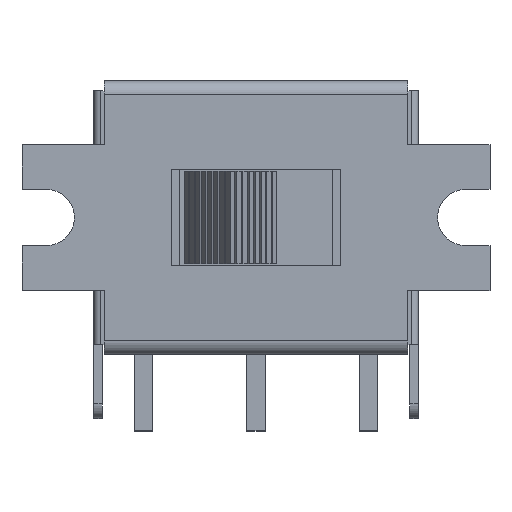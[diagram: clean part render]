
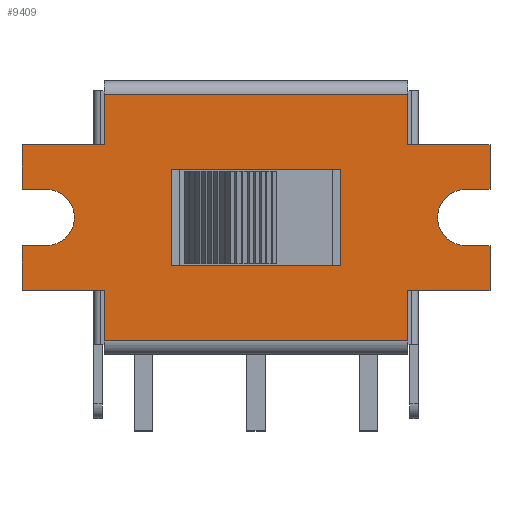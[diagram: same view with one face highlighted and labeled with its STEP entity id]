
A CAD part, top view. The second image highlights one B-rep face of the part: STEP entity #9409.
In plain terms, the highlighted planar face has unit normal (0, 0, 1).
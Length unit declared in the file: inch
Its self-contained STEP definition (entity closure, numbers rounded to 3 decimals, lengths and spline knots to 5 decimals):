
#8746=CARTESIAN_POINT('',(-0.25,0.12008,0.31417));
#8747=VERTEX_POINT('',#8746);
#8754=CARTESIAN_POINT('',(-0.25,0.20295,0.31417));
#8755=VERTEX_POINT('',#8754);
#8756=CARTESIAN_POINT('',(-0.25,0.12008,0.31417));
#8757=DIRECTION('',(0.0,1.0,0.0));
#8758=VECTOR('',#8757,0.08287);
#8759=LINE('',#8756,#8758);
#8760=EDGE_CURVE('',#8747,#8755,#8759,.T.);
#8818=CARTESIAN_POINT('',(-0.25,-0.20295,0.31417));
#8819=VERTEX_POINT('',#8818);
#8827=CARTESIAN_POINT('',(-0.25,-0.12008,0.31417));
#8828=VERTEX_POINT('',#8827);
#8829=CARTESIAN_POINT('',(-0.25,-0.20295,0.31417));
#8830=DIRECTION('',(0.0,1.0,0.0));
#8831=VECTOR('',#8830,0.08287);
#8832=LINE('',#8829,#8831);
#8833=EDGE_CURVE('',#8819,#8828,#8832,.T.);
#9213=CARTESIAN_POINT('',(0.25,-0.20295,0.31417));
#9214=VERTEX_POINT('',#9213);
#9222=CARTESIAN_POINT('',(0.25,-0.20295,0.31417));
#9223=DIRECTION('',(-1.0,0.0,0.0));
#9224=VECTOR('',#9223,0.5);
#9225=LINE('',#9222,#9224);
#9226=EDGE_CURVE('',#9214,#8819,#9225,.T.);
#9231=CARTESIAN_POINT('',(0.42354,0.22325,0.31417));
#9232=DIRECTION('',(0.0,0.0,1.0));
#9233=DIRECTION('',(1.0,0.0,0.0));
#9234=AXIS2_PLACEMENT_3D('',#9231,#9232,#9233);
#9235=PLANE('',#9234);
#9236=ORIENTED_EDGE('',*,*,#9226,.F.);
#9237=CARTESIAN_POINT('',(0.25,-0.12008,0.31417));
#9238=VERTEX_POINT('',#9237);
#9239=CARTESIAN_POINT('',(0.25,-0.12008,0.31417));
#9240=DIRECTION('',(0.0,-1.0,0.0));
#9241=VECTOR('',#9240,0.08287);
#9242=LINE('',#9239,#9241);
#9243=EDGE_CURVE('',#9238,#9214,#9242,.T.);
#9244=ORIENTED_EDGE('',*,*,#9243,.F.);
#9245=CARTESIAN_POINT('',(0.38504,-0.12008,0.31417));
#9246=VERTEX_POINT('',#9245);
#9247=CARTESIAN_POINT('',(0.38504,-0.12008,0.31417));
#9248=DIRECTION('',(-1.0,0.0,0.0));
#9249=VECTOR('',#9248,0.13504);
#9250=LINE('',#9247,#9249);
#9251=EDGE_CURVE('',#9246,#9238,#9250,.T.);
#9252=ORIENTED_EDGE('',*,*,#9251,.F.);
#9253=CARTESIAN_POINT('',(0.38504,-0.04626,0.31417));
#9254=VERTEX_POINT('',#9253);
#9255=CARTESIAN_POINT('',(0.38504,-0.04626,0.31417));
#9256=DIRECTION('',(0.0,-1.0,0.0));
#9257=VECTOR('',#9256,0.07382);
#9258=LINE('',#9255,#9257);
#9259=EDGE_CURVE('',#9254,#9246,#9258,.T.);
#9260=ORIENTED_EDGE('',*,*,#9259,.F.);
#9261=CARTESIAN_POINT('',(0.34508,-0.04626,0.31417));
#9262=VERTEX_POINT('',#9261);
#9263=CARTESIAN_POINT('',(0.34508,-0.04626,0.31417));
#9264=DIRECTION('',(1.0,0.0,0.0));
#9265=VECTOR('',#9264,0.03996);
#9266=LINE('',#9263,#9265);
#9267=EDGE_CURVE('',#9262,#9254,#9266,.T.);
#9268=ORIENTED_EDGE('',*,*,#9267,.F.);
#9269=CARTESIAN_POINT('',(0.34508,0.04626,0.31417));
#9270=VERTEX_POINT('',#9269);
#9271=CARTESIAN_POINT('',(0.34508,0.,0.31417));
#9272=DIRECTION('',(0.0,0.0,1.0));
#9273=DIRECTION('',(0.0,1.0,0.0));
#9274=AXIS2_PLACEMENT_3D('',#9271,#9272,#9273);
#9275=CIRCLE('',#9274,0.04626);
#9276=EDGE_CURVE('',#9270,#9262,#9275,.T.);
#9277=ORIENTED_EDGE('',*,*,#9276,.F.);
#9278=CARTESIAN_POINT('',(0.38504,0.04626,0.31417));
#9279=VERTEX_POINT('',#9278);
#9280=CARTESIAN_POINT('',(0.38504,0.04626,0.31417));
#9281=DIRECTION('',(-1.0,0.0,0.0));
#9282=VECTOR('',#9281,0.03996);
#9283=LINE('',#9280,#9282);
#9284=EDGE_CURVE('',#9279,#9270,#9283,.T.);
#9285=ORIENTED_EDGE('',*,*,#9284,.F.);
#9286=CARTESIAN_POINT('',(0.38504,0.12008,0.31417));
#9287=VERTEX_POINT('',#9286);
#9288=CARTESIAN_POINT('',(0.38504,0.12008,0.31417));
#9289=DIRECTION('',(0.0,-1.0,0.0));
#9290=VECTOR('',#9289,0.07382);
#9291=LINE('',#9288,#9290);
#9292=EDGE_CURVE('',#9287,#9279,#9291,.T.);
#9293=ORIENTED_EDGE('',*,*,#9292,.F.);
#9294=CARTESIAN_POINT('',(0.25,0.12008,0.31417));
#9295=VERTEX_POINT('',#9294);
#9296=CARTESIAN_POINT('',(0.25,0.12008,0.31417));
#9297=DIRECTION('',(1.0,0.0,0.0));
#9298=VECTOR('',#9297,0.13504);
#9299=LINE('',#9296,#9298);
#9300=EDGE_CURVE('',#9295,#9287,#9299,.T.);
#9301=ORIENTED_EDGE('',*,*,#9300,.F.);
#9302=CARTESIAN_POINT('',(0.25,0.20295,0.31417));
#9303=VERTEX_POINT('',#9302);
#9304=CARTESIAN_POINT('',(0.25,0.20295,0.31417));
#9305=DIRECTION('',(0.0,-1.0,0.0));
#9306=VECTOR('',#9305,0.08287);
#9307=LINE('',#9304,#9306);
#9308=EDGE_CURVE('',#9303,#9295,#9307,.T.);
#9309=ORIENTED_EDGE('',*,*,#9308,.F.);
#9310=CARTESIAN_POINT('',(-0.25,0.20295,0.31417));
#9311=DIRECTION('',(1.0,0.0,0.0));
#9312=VECTOR('',#9311,0.5);
#9313=LINE('',#9310,#9312);
#9314=EDGE_CURVE('',#8755,#9303,#9313,.T.);
#9315=ORIENTED_EDGE('',*,*,#9314,.F.);
#9316=ORIENTED_EDGE('',*,*,#8760,.F.);
#9317=CARTESIAN_POINT('',(-0.38504,0.12008,0.31417));
#9318=VERTEX_POINT('',#9317);
#9319=CARTESIAN_POINT('',(-0.38504,0.12008,0.31417));
#9320=DIRECTION('',(1.0,0.0,0.0));
#9321=VECTOR('',#9320,0.13504);
#9322=LINE('',#9319,#9321);
#9323=EDGE_CURVE('',#9318,#8747,#9322,.T.);
#9324=ORIENTED_EDGE('',*,*,#9323,.F.);
#9325=CARTESIAN_POINT('',(-0.38504,0.04626,0.31417));
#9326=VERTEX_POINT('',#9325);
#9327=CARTESIAN_POINT('',(-0.38504,0.04626,0.31417));
#9328=DIRECTION('',(0.0,1.0,0.0));
#9329=VECTOR('',#9328,0.07382);
#9330=LINE('',#9327,#9329);
#9331=EDGE_CURVE('',#9326,#9318,#9330,.T.);
#9332=ORIENTED_EDGE('',*,*,#9331,.F.);
#9333=CARTESIAN_POINT('',(-0.34508,0.04626,0.31417));
#9334=VERTEX_POINT('',#9333);
#9335=CARTESIAN_POINT('',(-0.34508,0.04626,0.31417));
#9336=DIRECTION('',(-1.0,0.0,0.0));
#9337=VECTOR('',#9336,0.03996);
#9338=LINE('',#9335,#9337);
#9339=EDGE_CURVE('',#9334,#9326,#9338,.T.);
#9340=ORIENTED_EDGE('',*,*,#9339,.F.);
#9341=CARTESIAN_POINT('',(-0.34508,-0.04626,0.31417));
#9342=VERTEX_POINT('',#9341);
#9343=CARTESIAN_POINT('',(-0.34508,0.,0.31417));
#9344=DIRECTION('',(0.0,0.0,1.0));
#9345=DIRECTION('',(0.0,-1.0,0.0));
#9346=AXIS2_PLACEMENT_3D('',#9343,#9344,#9345);
#9347=CIRCLE('',#9346,0.04626);
#9348=EDGE_CURVE('',#9342,#9334,#9347,.T.);
#9349=ORIENTED_EDGE('',*,*,#9348,.F.);
#9350=CARTESIAN_POINT('',(-0.38504,-0.04626,0.31417));
#9351=VERTEX_POINT('',#9350);
#9352=CARTESIAN_POINT('',(-0.38504,-0.04626,0.31417));
#9353=DIRECTION('',(1.0,0.0,0.0));
#9354=VECTOR('',#9353,0.03996);
#9355=LINE('',#9352,#9354);
#9356=EDGE_CURVE('',#9351,#9342,#9355,.T.);
#9357=ORIENTED_EDGE('',*,*,#9356,.F.);
#9358=CARTESIAN_POINT('',(-0.38504,-0.12008,0.31417));
#9359=VERTEX_POINT('',#9358);
#9360=CARTESIAN_POINT('',(-0.38504,-0.12008,0.31417));
#9361=DIRECTION('',(0.0,1.0,0.0));
#9362=VECTOR('',#9361,0.07382);
#9363=LINE('',#9360,#9362);
#9364=EDGE_CURVE('',#9359,#9351,#9363,.T.);
#9365=ORIENTED_EDGE('',*,*,#9364,.F.);
#9366=CARTESIAN_POINT('',(-0.25,-0.12008,0.31417));
#9367=DIRECTION('',(-1.0,0.0,0.0));
#9368=VECTOR('',#9367,0.13504);
#9369=LINE('',#9366,#9368);
#9370=EDGE_CURVE('',#8828,#9359,#9369,.T.);
#9371=ORIENTED_EDGE('',*,*,#9370,.F.);
#9372=ORIENTED_EDGE('',*,*,#8833,.F.);
#9373=EDGE_LOOP('',(#9236,#9244,#9252,#9260,#9268,#9277,#9285,#9293,#9301,#9309,#9315,#9316,#9324,#9332,#9340,#9349,#9357,#9365,#9371,#9372));
#9374=FACE_OUTER_BOUND('',#9373,.T.);
#9375=CARTESIAN_POINT('',(-0.13976,-0.07874,0.31417));
#9376=VERTEX_POINT('',#9375);
#9377=CARTESIAN_POINT('',(-0.13976,0.07874,0.31417));
#9378=VERTEX_POINT('',#9377);
#9379=CARTESIAN_POINT('',(-0.13976,-0.07874,0.31417));
#9380=DIRECTION('',(0.0,1.0,0.0));
#9381=VECTOR('',#9380,0.15748);
#9382=LINE('',#9379,#9381);
#9383=EDGE_CURVE('',#9376,#9378,#9382,.T.);
#9384=ORIENTED_EDGE('',*,*,#9383,.T.);
#9385=CARTESIAN_POINT('',(0.13976,0.07874,0.31417));
#9386=VERTEX_POINT('',#9385);
#9387=CARTESIAN_POINT('',(-0.13976,0.07874,0.31417));
#9388=DIRECTION('',(1.0,0.0,0.0));
#9389=VECTOR('',#9388,0.27953);
#9390=LINE('',#9387,#9389);
#9391=EDGE_CURVE('',#9378,#9386,#9390,.T.);
#9392=ORIENTED_EDGE('',*,*,#9391,.T.);
#9393=CARTESIAN_POINT('',(0.13976,-0.07874,0.31417));
#9394=VERTEX_POINT('',#9393);
#9395=CARTESIAN_POINT('',(0.13976,0.07874,0.31417));
#9396=DIRECTION('',(0.0,-1.0,0.0));
#9397=VECTOR('',#9396,0.15748);
#9398=LINE('',#9395,#9397);
#9399=EDGE_CURVE('',#9386,#9394,#9398,.T.);
#9400=ORIENTED_EDGE('',*,*,#9399,.T.);
#9401=CARTESIAN_POINT('',(0.13976,-0.07874,0.31417));
#9402=DIRECTION('',(-1.0,0.0,0.0));
#9403=VECTOR('',#9402,0.27953);
#9404=LINE('',#9401,#9403);
#9405=EDGE_CURVE('',#9394,#9376,#9404,.T.);
#9406=ORIENTED_EDGE('',*,*,#9405,.T.);
#9407=EDGE_LOOP('',(#9384,#9392,#9400,#9406));
#9408=FACE_BOUND('',#9407,.T.);
#9409=ADVANCED_FACE('',(#9374,#9408),#9235,.T.);
